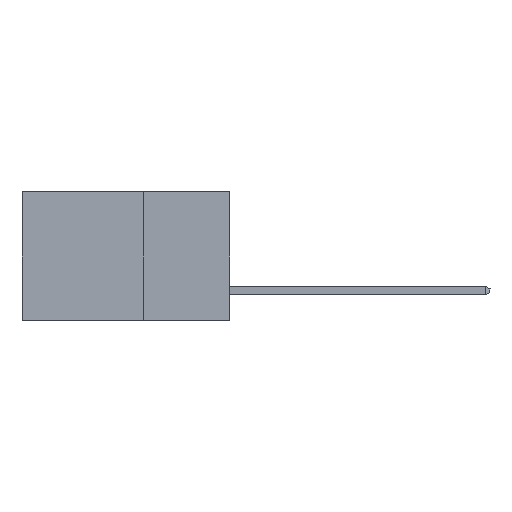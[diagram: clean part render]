
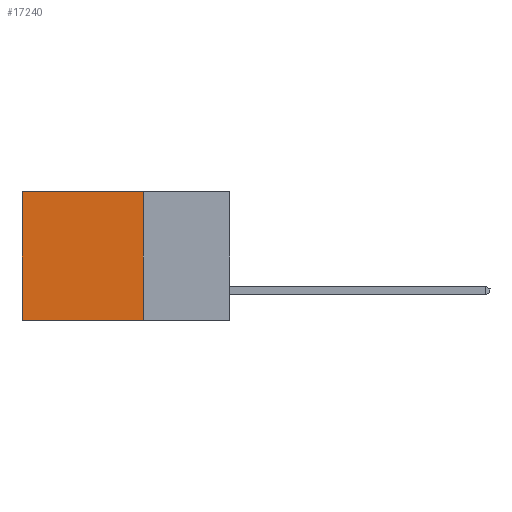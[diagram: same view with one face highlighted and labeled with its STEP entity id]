
A CAD part, left-side view. The second image highlights one B-rep face of the part: STEP entity #17240.
In plain terms, the highlighted planar face has unit normal (-1, 0, 0).
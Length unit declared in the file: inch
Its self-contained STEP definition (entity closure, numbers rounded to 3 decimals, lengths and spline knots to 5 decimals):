
#289 = LINE ( 'NONE', #6162, #15088 ) ;
#1072 = LINE ( 'NONE', #11070, #11881 ) ;
#1090 = CARTESIAN_POINT ( 'NONE',  ( 0.2615, 0.25, 0. ) ) ;
#1439 = AXIS2_PLACEMENT_3D ( 'NONE', #12579, #4077, #16023 ) ;
#1837 = EDGE_LOOP ( 'NONE', ( #11166, #5386, #18381, #6878 ) ) ;
#3022 = VECTOR ( 'NONE', #18114, 39.37008 ) ;
#3837 = CARTESIAN_POINT ( 'NONE',  ( 0.2615, 0.6, 0. ) ) ;
#3874 = CARTESIAN_POINT ( 'NONE',  ( 0.2615, 0.6, -0.37 ) ) ;
#3952 = VERTEX_POINT ( 'NONE', #9246 ) ;
#3962 = VERTEX_POINT ( 'NONE', #3837 ) ;
#4077 = DIRECTION ( 'NONE',  ( 1., 0., 0. ) ) ;
#4424 = VERTEX_POINT ( 'NONE', #8258 ) ;
#4677 = DIRECTION ( 'NONE',  ( 0., 0., -1. ) ) ;
#5070 = EDGE_CURVE ( 'NONE', #3952, #4424, #289, .T. ) ;
#5386 = ORIENTED_EDGE ( 'NONE', *, *, #15289, .F. ) ;
#6162 = CARTESIAN_POINT ( 'NONE',  ( 0.2615, 0.25, -0.37 ) ) ;
#6259 = DIRECTION ( 'NONE',  ( 0., 0., -1. ) ) ;
#6878 = ORIENTED_EDGE ( 'NONE', *, *, #9264, .T. ) ;
#8258 = CARTESIAN_POINT ( 'NONE',  ( 0.2615, 0.25, -0.37 ) ) ;
#8268 = FACE_OUTER_BOUND ( 'NONE', #1837, .T. ) ;
#8557 = EDGE_CURVE ( 'NONE', #3962, #17554, #17304, .T. ) ;
#9246 = CARTESIAN_POINT ( 'NONE',  ( 0.2615, 0.25, 0. ) ) ;
#9264 = EDGE_CURVE ( 'NONE', #3952, #3962, #15213, .T. ) ;
#11070 = CARTESIAN_POINT ( 'NONE',  ( 0.2615, 0.25, -0.37 ) ) ;
#11166 = ORIENTED_EDGE ( 'NONE', *, *, #8557, .T. ) ;
#11752 = VECTOR ( 'NONE', #4677, 39.37008 ) ;
#11881 = VECTOR ( 'NONE', #14068, 39.37008 ) ;
#12579 = CARTESIAN_POINT ( 'NONE',  ( 0.2615, 0.25, -0.37 ) ) ;
#13984 = PLANE ( 'NONE',  #1439 ) ;
#14068 = DIRECTION ( 'NONE',  ( 0., 1., 0. ) ) ;
#15088 = VECTOR ( 'NONE', #6259, 39.37008 ) ;
#15213 = LINE ( 'NONE', #1090, #3022 ) ;
#15289 = EDGE_CURVE ( 'NONE', #4424, #17554, #1072, .T. ) ;
#16023 = DIRECTION ( 'NONE',  ( 0., 0., -1. ) ) ;
#17240 = ADVANCED_FACE ( 'NONE', ( #8268 ), #13984, .F. ) ;
#17304 = LINE ( 'NONE', #17397, #11752 ) ;
#17397 = CARTESIAN_POINT ( 'NONE',  ( 0.2615, 0.6, -0.37 ) ) ;
#17554 = VERTEX_POINT ( 'NONE', #3874 ) ;
#18114 = DIRECTION ( 'NONE',  ( 0., 1., 0. ) ) ;
#18381 = ORIENTED_EDGE ( 'NONE', *, *, #5070, .F. ) ;
